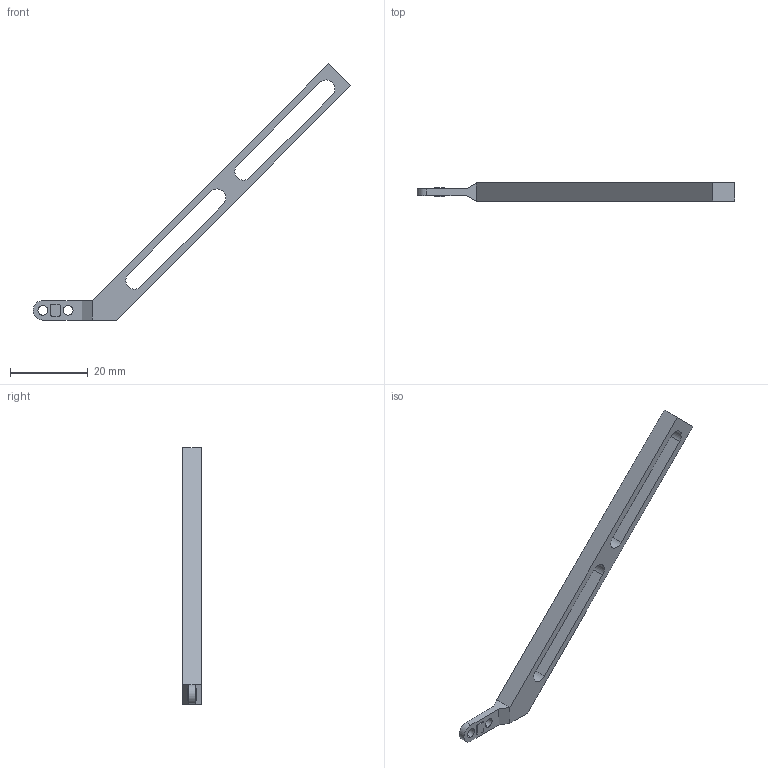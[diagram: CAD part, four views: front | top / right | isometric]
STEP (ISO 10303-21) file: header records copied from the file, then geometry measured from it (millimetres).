
FILE_DESCRIPTION (( 'STEP AP203' ), '1' );
FILE_NAME ('77-HeadbarHolder .STEP', '2021-07-30T12:49:24', ( '' ), ( '' ), 'SwSTEP 2.0', 'SolidWorks 2020', '' );
FILE_SCHEMA (( 'CONFIG_CONTROL_DESIGN' ));
Length unit declared in the file: millimetre
Products named in the file (1): 77-HeadbarHolder 
Bounding box: 81.6 x 4.75 x 65.76 mm (x, y, z)
Volume: 2023.3 mm3; surface area: 2609.1 mm2
Topology: 1 solids, 1 shells, 44 faces, 118 edges, 78 vertices
Faces by surface type: plane 25, cylinder 19
Entity records: 1477 total; most frequent: DIRECTION 246, CARTESIAN_POINT 241, ORIENTED_EDGE 236, EDGE_CURVE 118, AXIS2_PLACEMENT_3D 83, LINE 80, VECTOR 80, VERTEX_POINT 78
